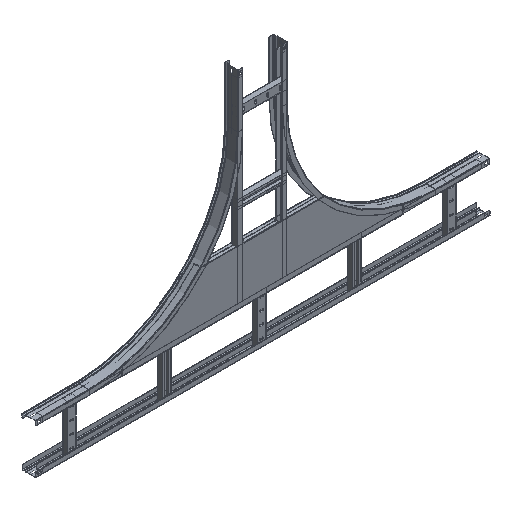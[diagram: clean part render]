
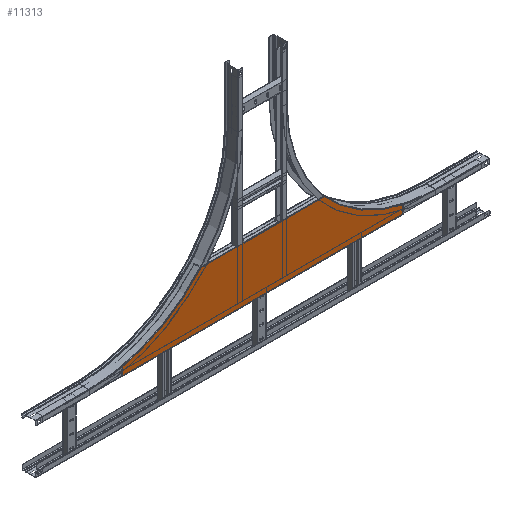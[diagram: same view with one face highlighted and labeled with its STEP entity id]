
A CAD part, isometric view. The second image highlights one B-rep face of the part: STEP entity #11313.
In plain terms, the highlighted planar face has unit normal (0, -1, 0).
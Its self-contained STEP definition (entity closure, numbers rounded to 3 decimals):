
#32 = CARTESIAN_POINT ( 'NONE',  ( -568., -1.2, -393.2 ) ) ;
#55 = CARTESIAN_POINT ( 'NONE',  ( -568., -1.2, 226.8 ) ) ;
#64 = CARTESIAN_POINT ( 'NONE',  ( 699.927, -1.2, 226.8 ) ) ;
#490 = ORIENTED_EDGE ( 'NONE', *, *, #539, .F. ) ;
#539 = EDGE_CURVE ( 'NONE', #11583, #2172, #5437, .T. ) ;
#1357 = AXIS2_PLACEMENT_3D ( 'NONE', #7782, #2117, #6765 ) ;
#1461 = VERTEX_POINT ( 'NONE', #1795 ) ;
#1626 = EDGE_LOOP ( 'NONE', ( #7418, #9727, #3442, #490, #2219, #4154, #5750, #6187 ) ) ;
#1795 = CARTESIAN_POINT ( 'NONE',  ( -568., -1.2, -364.349 ) ) ;
#2030 = DIRECTION ( 'NONE',  ( 0., -1., 0. ) ) ;
#2117 = DIRECTION ( 'NONE',  ( 0., 1., 0. ) ) ;
#2172 = VERTEX_POINT ( 'NONE', #32 ) ;
#2219 = ORIENTED_EDGE ( 'NONE', *, *, #2592, .F. ) ;
#2286 = DIRECTION ( 'NONE',  ( 0., 0., -1. ) ) ;
#2395 = EDGE_CURVE ( 'NONE', #4149, #1461, #11482, .T. ) ;
#2403 = CARTESIAN_POINT ( 'NONE',  ( -699.927, -1.2, 226.8 ) ) ;
#2592 = EDGE_CURVE ( 'NONE', #8750, #11583, #9985, .T. ) ;
#2989 = PLANE ( 'NONE',  #1357 ) ;
#3086 = EDGE_CURVE ( 'NONE', #1461, #2172, #12079, .T. ) ;
#3124 = EDGE_CURVE ( 'NONE', #8750, #3254, #6396, .T. ) ;
#3254 = VERTEX_POINT ( 'NONE', #5181 ) ;
#3436 = CARTESIAN_POINT ( 'NONE',  ( 568., -1.2, -393.2 ) ) ;
#3442 = ORIENTED_EDGE ( 'NONE', *, *, #3086, .T. ) ;
#3703 = AXIS2_PLACEMENT_3D ( 'NONE', #4847, #9960, #9794 ) ;
#3774 = DIRECTION ( 'NONE',  ( 0., 0., -1. ) ) ;
#3875 = DIRECTION ( 'NONE',  ( 0., 0., -1. ) ) ;
#4149 = VERTEX_POINT ( 'NONE', #5838 ) ;
#4154 = ORIENTED_EDGE ( 'NONE', *, *, #3124, .T. ) ;
#4169 = CARTESIAN_POINT ( 'NONE',  ( 568., -1.2, -395.4 ) ) ;
#4646 = LINE ( 'NONE', #8590, #11337 ) ;
#4847 = CARTESIAN_POINT ( 'NONE',  ( 563., -1.2, -364.349 ) ) ;
#5057 = DIRECTION ( 'NONE',  ( 0., -1., 0. ) ) ;
#5062 = VERTEX_POINT ( 'NONE', #5184 ) ;
#5181 = CARTESIAN_POINT ( 'NONE',  ( 564.128, -1.2, -359.478 ) ) ;
#5184 = CARTESIAN_POINT ( 'NONE',  ( -250.301, -1.2, -173.2 ) ) ;
#5337 = EDGE_CURVE ( 'NONE', #11206, #3254, #10226, .T. ) ;
#5437 = LINE ( 'NONE', #5886, #7677 ) ;
#5750 = ORIENTED_EDGE ( 'NONE', *, *, #5337, .F. ) ;
#5838 = CARTESIAN_POINT ( 'NONE',  ( -564.128, -1.2, -359.478 ) ) ;
#5886 = CARTESIAN_POINT ( 'NONE',  ( -890.5, -1.2, -393.2 ) ) ;
#6187 = ORIENTED_EDGE ( 'NONE', *, *, #8812, .T. ) ;
#6396 = CIRCLE ( 'NONE', #3703, 5. ) ;
#6765 = DIRECTION ( 'NONE',  ( 0., 0., 1. ) ) ;
#7009 = DIRECTION ( 'NONE',  ( 0., 0., 1. ) ) ;
#7418 = ORIENTED_EDGE ( 'NONE', *, *, #9800, .F. ) ;
#7677 = VECTOR ( 'NONE', #9706, 1000. ) ;
#7730 = AXIS2_PLACEMENT_3D ( 'NONE', #2403, #10038, #10863 ) ;
#7782 = CARTESIAN_POINT ( 'NONE',  ( -699.927, -1.2, 226.8 ) ) ;
#8319 = AXIS2_PLACEMENT_3D ( 'NONE', #64, #2030, #3875 ) ;
#8590 = CARTESIAN_POINT ( 'NONE',  ( -560., -1.2, -173.2 ) ) ;
#8750 = VERTEX_POINT ( 'NONE', #9462 ) ;
#8812 = EDGE_CURVE ( 'NONE', #11206, #5062, #4646, .T. ) ;
#9462 = CARTESIAN_POINT ( 'NONE',  ( 568., -1.2, -364.349 ) ) ;
#9531 = FACE_OUTER_BOUND ( 'NONE', #1626, .T. ) ;
#9579 = CIRCLE ( 'NONE', #7730, 601.8 ) ;
#9706 = DIRECTION ( 'NONE',  ( -1., 0., 0. ) ) ;
#9727 = ORIENTED_EDGE ( 'NONE', *, *, #2395, .T. ) ;
#9794 = DIRECTION ( 'NONE',  ( 0., 0., 1. ) ) ;
#9800 = EDGE_CURVE ( 'NONE', #4149, #5062, #9579, .T. ) ;
#9960 = DIRECTION ( 'NONE',  ( 0., -1., 0. ) ) ;
#9985 = LINE ( 'NONE', #4169, #12074 ) ;
#10038 = DIRECTION ( 'NONE',  ( 0., -1., 0. ) ) ;
#10171 = CARTESIAN_POINT ( 'NONE',  ( 250.301, -1.2, -173.2 ) ) ;
#10226 = CIRCLE ( 'NONE', #8319, 601.8 ) ;
#10606 = DIRECTION ( 'NONE',  ( -1., 0., 0. ) ) ;
#10750 = CARTESIAN_POINT ( 'NONE',  ( -563., -1.2, -364.349 ) ) ;
#10863 = DIRECTION ( 'NONE',  ( 0., 0., 1. ) ) ;
#11206 = VERTEX_POINT ( 'NONE', #10171 ) ;
#11313 = ADVANCED_FACE ( 'NONE', ( #9531 ), #2989, .F. ) ;
#11332 = VECTOR ( 'NONE', #3774, 1000. ) ;
#11337 = VECTOR ( 'NONE', #10606, 1000. ) ;
#11482 = CIRCLE ( 'NONE', #12278, 5. ) ;
#11583 = VERTEX_POINT ( 'NONE', #3436 ) ;
#12074 = VECTOR ( 'NONE', #2286, 1000. ) ;
#12079 = LINE ( 'NONE', #55, #11332 ) ;
#12278 = AXIS2_PLACEMENT_3D ( 'NONE', #10750, #5057, #7009 ) ;
